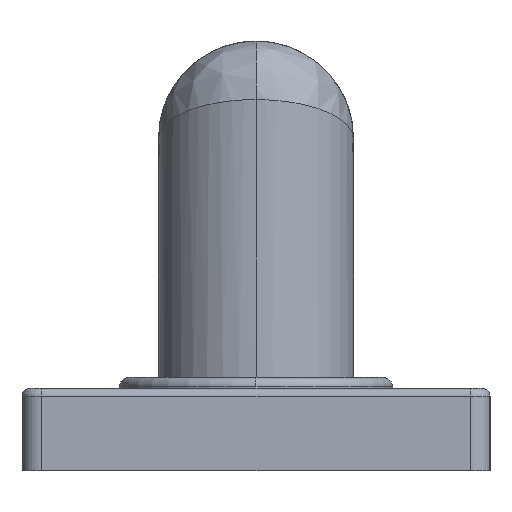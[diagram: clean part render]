
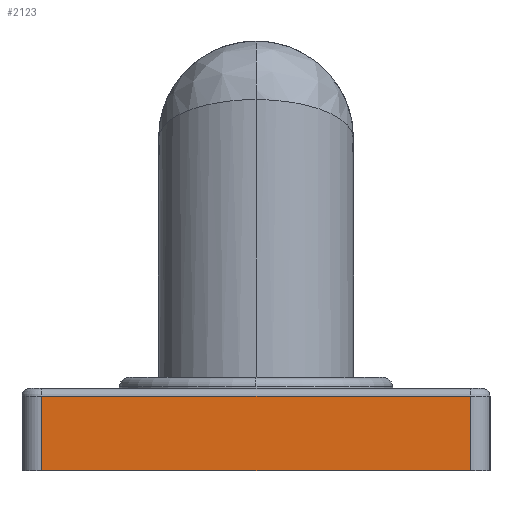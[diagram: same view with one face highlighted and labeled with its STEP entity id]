
A CAD part, left-side view. The second image highlights one B-rep face of the part: STEP entity #2123.
In plain terms, the highlighted planar face has unit normal (-1, 0, 0).
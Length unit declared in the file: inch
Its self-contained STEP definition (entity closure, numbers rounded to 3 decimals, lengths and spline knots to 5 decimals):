
#427=DIRECTION('',(0.,-1.,0.));
#428=VECTOR('',#427,2.75);
#429=CARTESIAN_POINT('',(-22.5,1.375,0.));
#430=LINE('',#429,#428);
#431=DIRECTION('',(0.,0.,-1.));
#432=VECTOR('',#431,0.48);
#433=CARTESIAN_POINT('',(-22.5,1.375,0.48));
#434=LINE('',#433,#432);
#435=DIRECTION('',(0.,-1.,0.));
#436=VECTOR('',#435,2.75);
#437=CARTESIAN_POINT('',(-22.5,1.375,0.48));
#438=LINE('',#437,#436);
#439=DIRECTION('',(0.,0.,-1.));
#440=VECTOR('',#439,0.48);
#441=CARTESIAN_POINT('',(-22.5,-1.375,0.48));
#442=LINE('',#441,#440);
#1614=CARTESIAN_POINT('',(-22.5,1.375,0.48));
#1615=VERTEX_POINT('',#1614);
#1616=CARTESIAN_POINT('',(-22.5,-1.375,0.48));
#1617=VERTEX_POINT('',#1616);
#1619=CARTESIAN_POINT('',(-22.5,-1.375,0.));
#1621=VERTEX_POINT('',#1619);
#1632=CARTESIAN_POINT('',(-22.5,1.375,0.));
#1633=VERTEX_POINT('',#1632);
#2109=CARTESIAN_POINT('',(-22.5,1.5,0.));
#2110=DIRECTION('',(-1.,0.,0.));
#2111=DIRECTION('',(0.,-1.,0.));
#2112=AXIS2_PLACEMENT_3D('',#2109,#2110,#2111);
#2113=PLANE('',#2112);
#2115=ORIENTED_EDGE('',*,*,#2114,.F.);
#2117=ORIENTED_EDGE('',*,*,#2116,.F.);
#2118=ORIENTED_EDGE('',*,*,#2103,.T.);
#2120=ORIENTED_EDGE('',*,*,#2119,.T.);
#2121=EDGE_LOOP('',(#2115,#2117,#2118,#2120));
#2122=FACE_OUTER_BOUND('',#2121,.F.);
#2123=ADVANCED_FACE('',(#2122),#2113,.T.);
#2103=EDGE_CURVE('',#1615,#1617,#438,.T.);
#2114=EDGE_CURVE('',#1633,#1621,#430,.T.);
#2116=EDGE_CURVE('',#1615,#1633,#434,.T.);
#2119=EDGE_CURVE('',#1617,#1621,#442,.T.);
